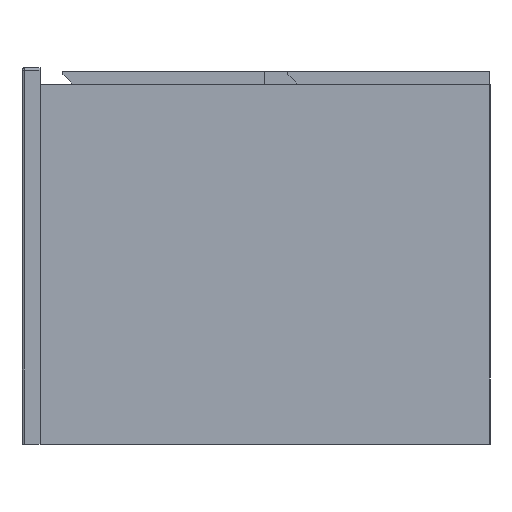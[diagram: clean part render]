
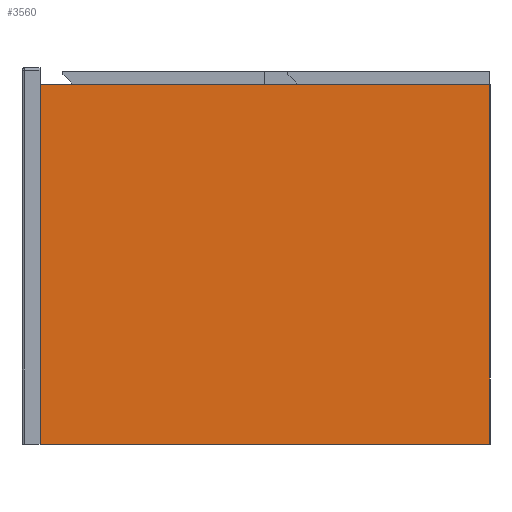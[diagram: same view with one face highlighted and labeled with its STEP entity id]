
A CAD part, left-side view. The second image highlights one B-rep face of the part: STEP entity #3560.
In plain terms, the highlighted planar face has unit normal (-1, 0, 0).
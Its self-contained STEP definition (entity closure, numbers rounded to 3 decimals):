
#35 = DIRECTION ( 'NONE',  ( 0., 1., 0. ) ) ;
#93 = EDGE_CURVE ( 'NONE', #2601, #2771, #688, .T. ) ;
#105 = DIRECTION ( 'NONE',  ( 0., 0., -1. ) ) ;
#134 = VECTOR ( 'NONE', #35, 1000. ) ;
#374 = EDGE_CURVE ( 'NONE', #2010, #2601, #3998, .T. ) ;
#571 = AXIS2_PLACEMENT_3D ( 'NONE', #3247, #1514, #1235 ) ;
#634 = LINE ( 'NONE', #3475, #778 ) ;
#688 = LINE ( 'NONE', #2096, #3877 ) ;
#730 = CARTESIAN_POINT ( 'NONE',  ( -744., 275., 0. ) ) ;
#739 = EDGE_LOOP ( 'NONE', ( #970, #2645, #3228, #3059 ) ) ;
#778 = VECTOR ( 'NONE', #1474, 1000. ) ;
#786 = CARTESIAN_POINT ( 'NONE',  ( -744., -275., 0. ) ) ;
#970 = ORIENTED_EDGE ( 'NONE', *, *, #3466, .F. ) ;
#1141 = CARTESIAN_POINT ( 'NONE',  ( -744., 275., 0. ) ) ;
#1189 = PLANE ( 'NONE',  #571 ) ;
#1235 = DIRECTION ( 'NONE',  ( 0., 0., 1. ) ) ;
#1474 = DIRECTION ( 'NONE',  ( 0., 0., -1. ) ) ;
#1514 = DIRECTION ( 'NONE',  ( -1., 0., 0. ) ) ;
#1628 = DIRECTION ( 'NONE',  ( 0., 1., 0. ) ) ;
#1634 = VECTOR ( 'NONE', #1628, 1000. ) ;
#1956 = VERTEX_POINT ( 'NONE', #786 ) ;
#2010 = VERTEX_POINT ( 'NONE', #2808 ) ;
#2096 = CARTESIAN_POINT ( 'NONE',  ( -744., 275., 440. ) ) ;
#2270 = EDGE_CURVE ( 'NONE', #2010, #1956, #634, .T. ) ;
#2388 = CARTESIAN_POINT ( 'NONE',  ( -744., 275., 440. ) ) ;
#2601 = VERTEX_POINT ( 'NONE', #2388 ) ;
#2616 = LINE ( 'NONE', #730, #134 ) ;
#2645 = ORIENTED_EDGE ( 'NONE', *, *, #2270, .F. ) ;
#2771 = VERTEX_POINT ( 'NONE', #1141 ) ;
#2808 = CARTESIAN_POINT ( 'NONE',  ( -744., -275., 440. ) ) ;
#3059 = ORIENTED_EDGE ( 'NONE', *, *, #93, .T. ) ;
#3228 = ORIENTED_EDGE ( 'NONE', *, *, #374, .T. ) ;
#3247 = CARTESIAN_POINT ( 'NONE',  ( -744., 275., 440. ) ) ;
#3466 = EDGE_CURVE ( 'NONE', #1956, #2771, #2616, .T. ) ;
#3475 = CARTESIAN_POINT ( 'NONE',  ( -744., -275., 440. ) ) ;
#3500 = FACE_OUTER_BOUND ( 'NONE', #739, .T. ) ;
#3560 = ADVANCED_FACE ( 'NONE', ( #3500 ), #1189, .T. ) ;
#3877 = VECTOR ( 'NONE', #105, 1000. ) ;
#3921 = CARTESIAN_POINT ( 'NONE',  ( -744., 275., 440. ) ) ;
#3998 = LINE ( 'NONE', #3921, #1634 ) ;
